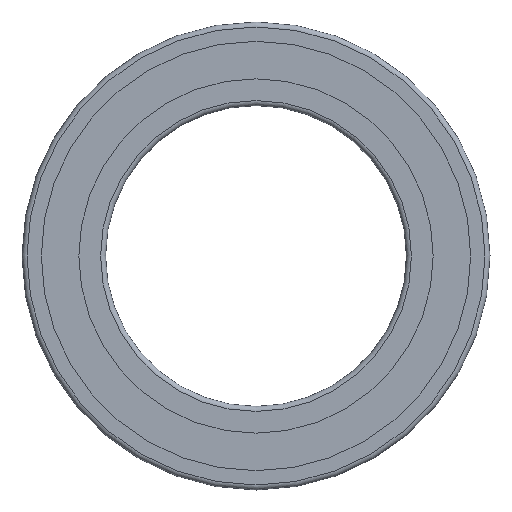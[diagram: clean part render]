
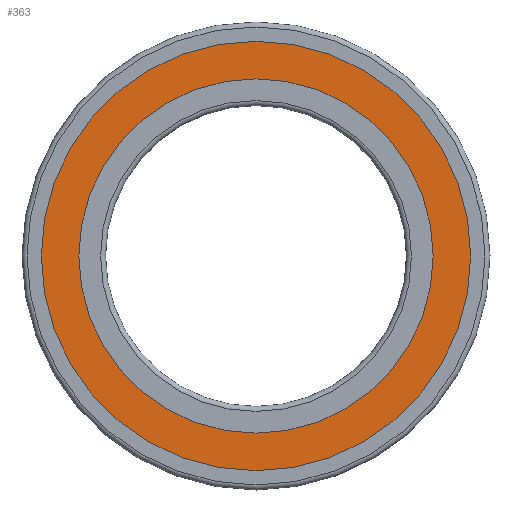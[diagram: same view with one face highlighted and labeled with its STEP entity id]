
A CAD part, left-side view. The second image highlights one B-rep face of the part: STEP entity #363.
In plain terms, the highlighted planar face has unit normal (-1, 0, 0).
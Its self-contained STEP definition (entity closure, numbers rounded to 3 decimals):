
#158=ORIENTED_EDGE('',*,*,#186,.T.);
#159=ORIENTED_EDGE('',*,*,#184,.F.);
#184=EDGE_CURVE('',#208,#208,#233,.T.);
#186=EDGE_CURVE('',#210,#210,#235,.T.);
#208=VERTEX_POINT('',#684);
#210=VERTEX_POINT('',#689);
#233=CIRCLE('',#459,64.222);
#235=CIRCLE('',#462,53.);
#279=EDGE_LOOP('',(#158));
#280=EDGE_LOOP('',(#159));
#327=FACE_BOUND('',#279,.T.);
#328=FACE_BOUND('',#280,.T.);
#340=PLANE('',#461);
#363=ADVANCED_FACE('',(#327,#328),#340,.T.);
#459=AXIS2_PLACEMENT_3D('',#683,#571,#572);
#461=AXIS2_PLACEMENT_3D('',#687,#575,#576);
#462=AXIS2_PLACEMENT_3D('',#688,#577,#578);
#571=DIRECTION('',(1.,0.,0.));
#572=DIRECTION('',(0.,0.,-1.));
#575=DIRECTION('',(-1.,0.,0.));
#576=DIRECTION('',(0.,0.,1.));
#577=DIRECTION('',(1.,0.,0.));
#578=DIRECTION('',(0.,0.,-1.));
#683=CARTESIAN_POINT('',(0.288,0.,0.));
#684=CARTESIAN_POINT('',(0.288,0.,-64.222));
#687=CARTESIAN_POINT('',(0.288,64.222,0.));
#688=CARTESIAN_POINT('',(0.288,0.,0.));
#689=CARTESIAN_POINT('',(0.288,0.,-53.));
